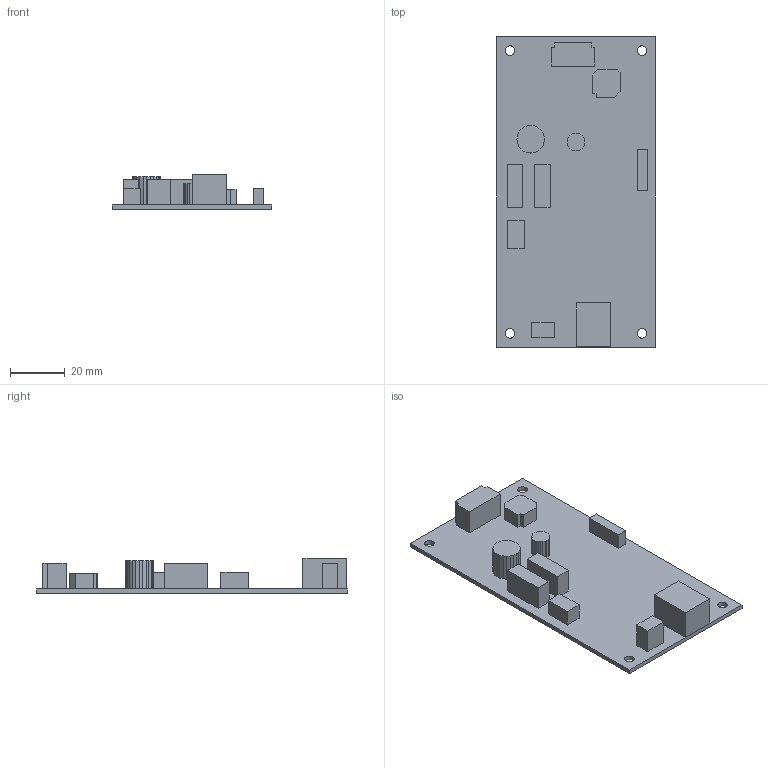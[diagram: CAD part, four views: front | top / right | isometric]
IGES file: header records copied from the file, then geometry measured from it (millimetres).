
Global section: file name: CBDX; native system: Autodesk Inventor 2024; preprocessor: unknown; author: 神保,,11; organization: 0; date: 20250513.144611; units: millimetre
Bounding box: 58 x 113 x 12.6 mm (x, y, z)
Volume: 18143.1 mm3; surface area: 18613.7 mm2
Topology: 11 solids, 11 shells, 122 faces, 308 edges, 208 vertices
Faces by surface type: bspline 122
